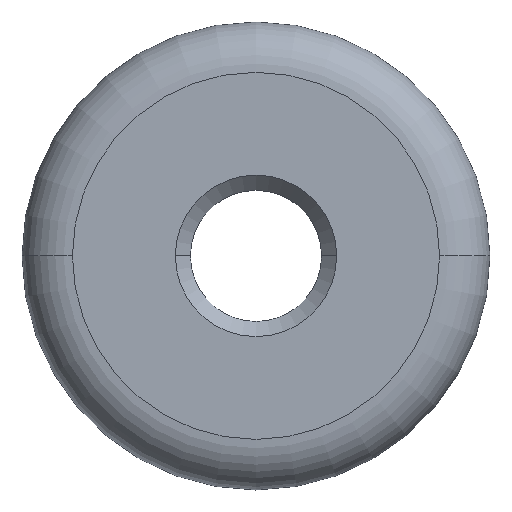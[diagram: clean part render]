
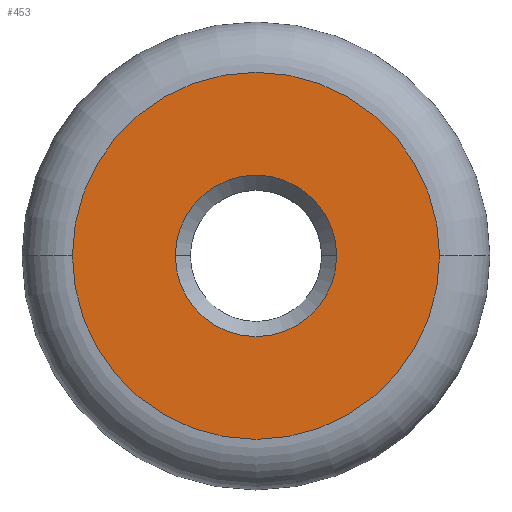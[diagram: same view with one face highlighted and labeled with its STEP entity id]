
A CAD part, top view. The second image highlights one B-rep face of the part: STEP entity #453.
In plain terms, the highlighted planar face has unit normal (0, 0, 1).
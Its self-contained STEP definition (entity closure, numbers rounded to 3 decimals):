
#12 = DIRECTION ( 'NONE',  ( 1., 0., 0. ) ) ;
#21 = VERTEX_POINT ( 'NONE', #472 ) ;
#57 = DIRECTION ( 'NONE',  ( 0., 0., 1. ) ) ;
#71 = DIRECTION ( 'NONE',  ( 1., 0., 0. ) ) ;
#118 = CARTESIAN_POINT ( 'NONE',  ( 4., 0., 0. ) ) ;
#122 = CARTESIAN_POINT ( 'NONE',  ( 0., 0., 0. ) ) ;
#129 = FACE_OUTER_BOUND ( 'NONE', #957, .T. ) ;
#137 = DIRECTION ( 'NONE',  ( 0., 0., -1. ) ) ;
#138 = EDGE_CURVE ( 'NONE', #831, #21, #562, .T. ) ;
#153 = CARTESIAN_POINT ( 'NONE',  ( 0., 0., 0. ) ) ;
#181 = CARTESIAN_POINT ( 'NONE',  ( -9.1, 0., 0. ) ) ;
#208 = FACE_BOUND ( 'NONE', #859, .T. ) ;
#211 = EDGE_CURVE ( 'NONE', #21, #831, #731, .T. ) ;
#219 = VERTEX_POINT ( 'NONE', #576 ) ;
#233 = AXIS2_PLACEMENT_3D ( 'NONE', #436, #456, #783 ) ;
#246 = AXIS2_PLACEMENT_3D ( 'NONE', #262, #862, #12 ) ;
#262 = CARTESIAN_POINT ( 'NONE',  ( 0., 0., 0. ) ) ;
#266 = CARTESIAN_POINT ( 'NONE',  ( 0., 0., 0. ) ) ;
#302 = ORIENTED_EDGE ( 'NONE', *, *, #1021, .T. ) ;
#316 = ORIENTED_EDGE ( 'NONE', *, *, #324, .T. ) ;
#321 = ORIENTED_EDGE ( 'NONE', *, *, #211, .T. ) ;
#324 = EDGE_CURVE ( 'NONE', #930, #219, #1089, .T. ) ;
#368 = AXIS2_PLACEMENT_3D ( 'NONE', #266, #137, #702 ) ;
#436 = CARTESIAN_POINT ( 'NONE',  ( 0., 0., 0. ) ) ;
#453 = ADVANCED_FACE ( 'NONE', ( #208, #129 ), #544, .T. ) ;
#456 = DIRECTION ( 'NONE',  ( 0., 0., -1. ) ) ;
#459 = DIRECTION ( 'NONE',  ( 1., 0., 0. ) ) ;
#472 = CARTESIAN_POINT ( 'NONE',  ( 9.1, 0., 0. ) ) ;
#544 = PLANE ( 'NONE',  #624 ) ;
#562 = CIRCLE ( 'NONE', #998, 9.1 ) ;
#576 = CARTESIAN_POINT ( 'NONE',  ( -4., 0., 0. ) ) ;
#624 = AXIS2_PLACEMENT_3D ( 'NONE', #122, #57, #459 ) ;
#702 = DIRECTION ( 'NONE',  ( 1., 0., 0. ) ) ;
#719 = CIRCLE ( 'NONE', #233, 4. ) ;
#731 = CIRCLE ( 'NONE', #246, 9.1 ) ;
#783 = DIRECTION ( 'NONE',  ( 1., 0., 0. ) ) ;
#831 = VERTEX_POINT ( 'NONE', #181 ) ;
#859 = EDGE_LOOP ( 'NONE', ( #316, #302 ) ) ;
#862 = DIRECTION ( 'NONE',  ( 0., 0., 1. ) ) ;
#898 = DIRECTION ( 'NONE',  ( 0., 0., 1. ) ) ;
#930 = VERTEX_POINT ( 'NONE', #118 ) ;
#957 = EDGE_LOOP ( 'NONE', ( #321, #1081 ) ) ;
#998 = AXIS2_PLACEMENT_3D ( 'NONE', #153, #898, #71 ) ;
#1021 = EDGE_CURVE ( 'NONE', #219, #930, #719, .T. ) ;
#1081 = ORIENTED_EDGE ( 'NONE', *, *, #138, .T. ) ;
#1089 = CIRCLE ( 'NONE', #368, 4. ) ;
